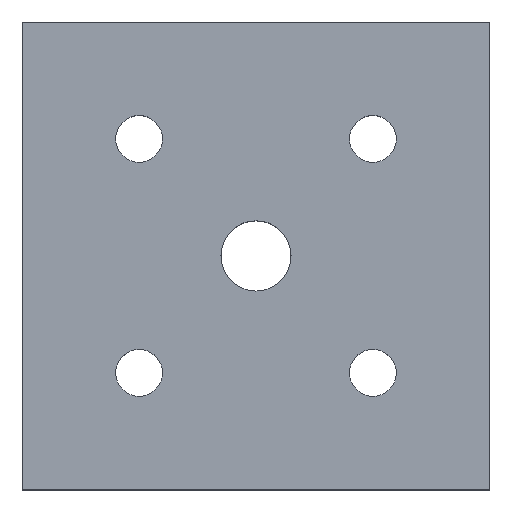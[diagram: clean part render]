
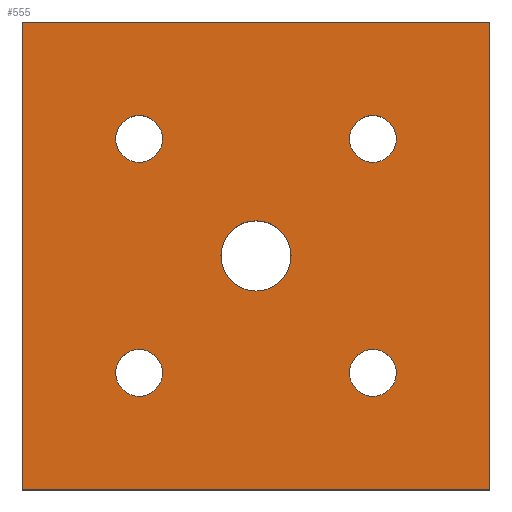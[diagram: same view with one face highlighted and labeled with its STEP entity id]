
A CAD part, top view. The second image highlights one B-rep face of the part: STEP entity #555.
In plain terms, the highlighted planar face has unit normal (0, 0, 1).
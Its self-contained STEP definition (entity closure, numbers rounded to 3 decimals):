
#4 = VERTEX_POINT ( 'NONE', #585 ) ;
#5 = CIRCLE ( 'NONE', #498, 4. ) ;
#8 = DIRECTION ( 'NONE',  ( -1., 0., 0. ) ) ;
#11 = CARTESIAN_POINT ( 'NONE',  ( -20., 20., 0. ) ) ;
#19 = EDGE_CURVE ( 'NONE', #792, #713, #268, .T. ) ;
#20 = DIRECTION ( 'NONE',  ( 0., 0., 1. ) ) ;
#24 = CARTESIAN_POINT ( 'NONE',  ( 20., 20., 0. ) ) ;
#30 = CARTESIAN_POINT ( 'NONE',  ( 20., -20., 0. ) ) ;
#35 = ORIENTED_EDGE ( 'NONE', *, *, #616, .T. ) ;
#63 = ORIENTED_EDGE ( 'NONE', *, *, #530, .T. ) ;
#71 = AXIS2_PLACEMENT_3D ( 'NONE', #289, #230, #83 ) ;
#75 = DIRECTION ( 'NONE',  ( 0., 0., -1. ) ) ;
#80 = FACE_BOUND ( 'NONE', #375, .T. ) ;
#83 = DIRECTION ( 'NONE',  ( 1., 0., 0. ) ) ;
#91 = CARTESIAN_POINT ( 'NONE',  ( -16., 20., 0. ) ) ;
#92 = CIRCLE ( 'NONE', #596, 4. ) ;
#101 = ORIENTED_EDGE ( 'NONE', *, *, #551, .F. ) ;
#102 = AXIS2_PLACEMENT_3D ( 'NONE', #523, #595, #723 ) ;
#127 = ORIENTED_EDGE ( 'NONE', *, *, #573, .T. ) ;
#133 = DIRECTION ( 'NONE',  ( -1., 0., 0. ) ) ;
#141 = EDGE_CURVE ( 'NONE', #4, #737, #471, .T. ) ;
#142 = EDGE_CURVE ( 'NONE', #580, #286, #584, .T. ) ;
#144 = CARTESIAN_POINT ( 'NONE',  ( -20., -20., 0. ) ) ;
#146 = FACE_BOUND ( 'NONE', #407, .T. ) ;
#154 = CARTESIAN_POINT ( 'NONE',  ( 16., 20., 0. ) ) ;
#170 = DIRECTION ( 'NONE',  ( 0., 1., 0. ) ) ;
#178 = ORIENTED_EDGE ( 'NONE', *, *, #141, .F. ) ;
#181 = CIRCLE ( 'NONE', #71, 6. ) ;
#185 = EDGE_CURVE ( 'NONE', #286, #677, #237, .T. ) ;
#194 = ORIENTED_EDGE ( 'NONE', *, *, #185, .T. ) ;
#198 = ORIENTED_EDGE ( 'NONE', *, *, #19, .T. ) ;
#203 = VERTEX_POINT ( 'NONE', #633 ) ;
#205 = AXIS2_PLACEMENT_3D ( 'NONE', #309, #400, #256 ) ;
#209 = FACE_OUTER_BOUND ( 'NONE', #735, .T. ) ;
#228 = AXIS2_PLACEMENT_3D ( 'NONE', #30, #250, #302 ) ;
#230 = DIRECTION ( 'NONE',  ( 0., 0., 1. ) ) ;
#231 = CARTESIAN_POINT ( 'NONE',  ( 20., -20., 0. ) ) ;
#235 = DIRECTION ( 'NONE',  ( -1., 0., 0. ) ) ;
#237 = LINE ( 'NONE', #374, #835 ) ;
#240 = CARTESIAN_POINT ( 'NONE',  ( -40., 40., 0. ) ) ;
#250 = DIRECTION ( 'NONE',  ( 0., 0., -1. ) ) ;
#251 = AXIS2_PLACEMENT_3D ( 'NONE', #558, #497, #827 ) ;
#256 = DIRECTION ( 'NONE',  ( 1., 0., 0. ) ) ;
#264 = ORIENTED_EDGE ( 'NONE', *, *, #365, .T. ) ;
#268 = CIRCLE ( 'NONE', #228, 4. ) ;
#286 = VERTEX_POINT ( 'NONE', #357 ) ;
#289 = CARTESIAN_POINT ( 'NONE',  ( 0., 0., 0. ) ) ;
#292 = AXIS2_PLACEMENT_3D ( 'NONE', #11, #416, #8 ) ;
#302 = DIRECTION ( 'NONE',  ( -1., 0., 0. ) ) ;
#309 = CARTESIAN_POINT ( 'NONE',  ( 0., 0., 0. ) ) ;
#310 = VERTEX_POINT ( 'NONE', #91 ) ;
#315 = VERTEX_POINT ( 'NONE', #366 ) ;
#339 = CIRCLE ( 'NONE', #561, 4. ) ;
#340 = ORIENTED_EDGE ( 'NONE', *, *, #684, .T. ) ;
#350 = DIRECTION ( 'NONE',  ( 0., 0., -1. ) ) ;
#357 = CARTESIAN_POINT ( 'NONE',  ( 40., -40., 0. ) ) ;
#360 = CARTESIAN_POINT ( 'NONE',  ( -20., 20., 0. ) ) ;
#365 = EDGE_CURVE ( 'NONE', #713, #792, #339, .T. ) ;
#366 = CARTESIAN_POINT ( 'NONE',  ( -24., 20., 0. ) ) ;
#374 = CARTESIAN_POINT ( 'NONE',  ( 40., -40., 0. ) ) ;
#375 = EDGE_LOOP ( 'NONE', ( #866, #35 ) ) ;
#379 = VERTEX_POINT ( 'NONE', #499 ) ;
#382 = CARTESIAN_POINT ( 'NONE',  ( -24., -20., 0. ) ) ;
#390 = CARTESIAN_POINT ( 'NONE',  ( 6., 0., 0. ) ) ;
#400 = DIRECTION ( 'NONE',  ( 0., 0., 1. ) ) ;
#407 = EDGE_LOOP ( 'NONE', ( #467, #63 ) ) ;
#410 = EDGE_LOOP ( 'NONE', ( #127, #465 ) ) ;
#416 = DIRECTION ( 'NONE',  ( 0., 0., -1. ) ) ;
#422 = PLANE ( 'NONE',  #751 ) ;
#424 = CARTESIAN_POINT ( 'NONE',  ( 40., -40., 0. ) ) ;
#441 = LINE ( 'NONE', #240, #652 ) ;
#447 = CARTESIAN_POINT ( 'NONE',  ( 40., 40., 0. ) ) ;
#465 = ORIENTED_EDGE ( 'NONE', *, *, #553, .T. ) ;
#467 = ORIENTED_EDGE ( 'NONE', *, *, #814, .T. ) ;
#471 = CIRCLE ( 'NONE', #205, 6. ) ;
#483 = VECTOR ( 'NONE', #863, 1000. ) ;
#491 = DIRECTION ( 'NONE',  ( -1., 0., 0. ) ) ;
#497 = DIRECTION ( 'NONE',  ( 0., 0., -1. ) ) ;
#498 = AXIS2_PLACEMENT_3D ( 'NONE', #144, #75, #133 ) ;
#499 = CARTESIAN_POINT ( 'NONE',  ( 24., 20., 0. ) ) ;
#506 = DIRECTION ( 'NONE',  ( 1., 0., 0. ) ) ;
#523 = CARTESIAN_POINT ( 'NONE',  ( -20., -20., 0. ) ) ;
#530 = EDGE_CURVE ( 'NONE', #654, #785, #875, .T. ) ;
#551 = EDGE_CURVE ( 'NONE', #737, #4, #181, .T. ) ;
#553 = EDGE_CURVE ( 'NONE', #379, #628, #699, .T. ) ;
#555 = ADVANCED_FACE ( 'NONE', ( #756, #634, #146, #818, #80, #209 ), #422, .T. ) ;
#558 = CARTESIAN_POINT ( 'NONE',  ( 20., 20., 0. ) ) ;
#561 = AXIS2_PLACEMENT_3D ( 'NONE', #231, #566, #711 ) ;
#566 = DIRECTION ( 'NONE',  ( 0., 0., -1. ) ) ;
#573 = EDGE_CURVE ( 'NONE', #628, #379, #630, .T. ) ;
#580 = VERTEX_POINT ( 'NONE', #690 ) ;
#584 = LINE ( 'NONE', #803, #483 ) ;
#585 = CARTESIAN_POINT ( 'NONE',  ( -6., 0., 0. ) ) ;
#590 = ORIENTED_EDGE ( 'NONE', *, *, #740, .T. ) ;
#593 = CARTESIAN_POINT ( 'NONE',  ( 24., -20., 0. ) ) ;
#595 = DIRECTION ( 'NONE',  ( 0., 0., -1. ) ) ;
#596 = AXIS2_PLACEMENT_3D ( 'NONE', #360, #620, #761 ) ;
#616 = EDGE_CURVE ( 'NONE', #310, #315, #92, .T. ) ;
#620 = DIRECTION ( 'NONE',  ( 0., 0., -1. ) ) ;
#628 = VERTEX_POINT ( 'NONE', #154 ) ;
#630 = CIRCLE ( 'NONE', #859, 4. ) ;
#633 = CARTESIAN_POINT ( 'NONE',  ( -40., 40., 0. ) ) ;
#634 = FACE_BOUND ( 'NONE', #857, .T. ) ;
#650 = CARTESIAN_POINT ( 'NONE',  ( 16., -20., 0. ) ) ;
#652 = VECTOR ( 'NONE', #860, 1000. ) ;
#654 = VERTEX_POINT ( 'NONE', #705 ) ;
#677 = VERTEX_POINT ( 'NONE', #822 ) ;
#684 = EDGE_CURVE ( 'NONE', #677, #203, #848, .T. ) ;
#690 = CARTESIAN_POINT ( 'NONE',  ( -40., -40., 0. ) ) ;
#699 = CIRCLE ( 'NONE', #251, 4. ) ;
#705 = CARTESIAN_POINT ( 'NONE',  ( -16., -20., 0. ) ) ;
#711 = DIRECTION ( 'NONE',  ( -1., 0., 0. ) ) ;
#713 = VERTEX_POINT ( 'NONE', #593 ) ;
#716 = CIRCLE ( 'NONE', #292, 4. ) ;
#723 = DIRECTION ( 'NONE',  ( -1., 0., 0. ) ) ;
#735 = EDGE_LOOP ( 'NONE', ( #842, #194, #340, #590 ) ) ;
#737 = VERTEX_POINT ( 'NONE', #390 ) ;
#740 = EDGE_CURVE ( 'NONE', #203, #580, #441, .T. ) ;
#751 = AXIS2_PLACEMENT_3D ( 'NONE', #424, #20, #506 ) ;
#756 = FACE_BOUND ( 'NONE', #809, .T. ) ;
#761 = DIRECTION ( 'NONE',  ( -1., 0., 0. ) ) ;
#785 = VERTEX_POINT ( 'NONE', #382 ) ;
#792 = VERTEX_POINT ( 'NONE', #650 ) ;
#803 = CARTESIAN_POINT ( 'NONE',  ( -40., -40., 0. ) ) ;
#809 = EDGE_LOOP ( 'NONE', ( #101, #178 ) ) ;
#812 = VECTOR ( 'NONE', #235, 1000. ) ;
#814 = EDGE_CURVE ( 'NONE', #785, #654, #5, .T. ) ;
#818 = FACE_BOUND ( 'NONE', #410, .T. ) ;
#822 = CARTESIAN_POINT ( 'NONE',  ( 40., 40., 0. ) ) ;
#827 = DIRECTION ( 'NONE',  ( -1., 0., 0. ) ) ;
#835 = VECTOR ( 'NONE', #170, 1000. ) ;
#842 = ORIENTED_EDGE ( 'NONE', *, *, #142, .T. ) ;
#848 = LINE ( 'NONE', #447, #812 ) ;
#857 = EDGE_LOOP ( 'NONE', ( #198, #264 ) ) ;
#859 = AXIS2_PLACEMENT_3D ( 'NONE', #24, #350, #491 ) ;
#860 = DIRECTION ( 'NONE',  ( 0., -1., 0. ) ) ;
#863 = DIRECTION ( 'NONE',  ( 1., 0., 0. ) ) ;
#866 = ORIENTED_EDGE ( 'NONE', *, *, #870, .T. ) ;
#870 = EDGE_CURVE ( 'NONE', #315, #310, #716, .T. ) ;
#875 = CIRCLE ( 'NONE', #102, 4. ) ;
